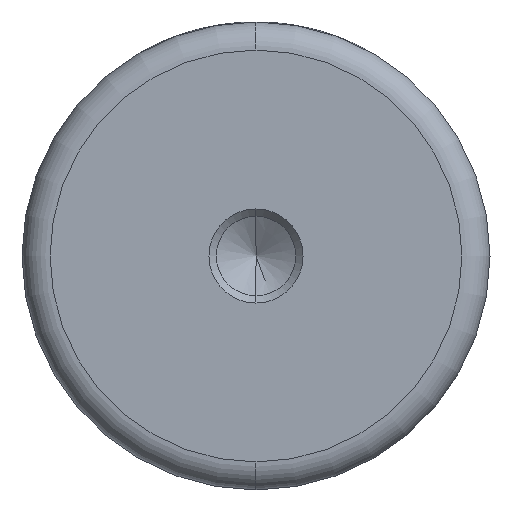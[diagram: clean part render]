
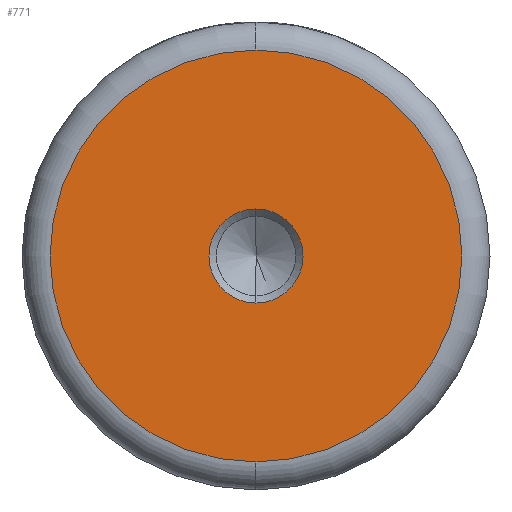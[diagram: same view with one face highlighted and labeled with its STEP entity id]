
A CAD part, left-side view. The second image highlights one B-rep face of the part: STEP entity #771.
In plain terms, the highlighted planar face has unit normal (-1, 0, 0).
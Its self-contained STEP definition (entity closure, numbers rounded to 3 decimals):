
#61 = DIRECTION ( 'NONE',  ( -1., 0., 0. ) ) ;
#90 = EDGE_LOOP ( 'NONE', ( #250, #887 ) ) ;
#101 = CARTESIAN_POINT ( 'NONE',  ( 0., 0., 0. ) ) ;
#106 = CIRCLE ( 'NONE', #1015, 5.025 ) ;
#196 = DIRECTION ( 'NONE',  ( -1., 0., 0. ) ) ;
#204 = CARTESIAN_POINT ( 'NONE',  ( 0., 0., 0. ) ) ;
#227 = DIRECTION ( 'NONE',  ( 0., 0., 1. ) ) ;
#244 = CIRCLE ( 'NONE', #1474, 22. ) ;
#250 = ORIENTED_EDGE ( 'NONE', *, *, #996, .T. ) ;
#341 = DIRECTION ( 'NONE',  ( 0., 0., 1. ) ) ;
#515 = DIRECTION ( 'NONE',  ( -1., 0., 0. ) ) ;
#565 = CARTESIAN_POINT ( 'NONE',  ( 0., 0., 5.025 ) ) ;
#591 = ORIENTED_EDGE ( 'NONE', *, *, #917, .F. ) ;
#628 = CIRCLE ( 'NONE', #1175, 5.025 ) ;
#678 = CIRCLE ( 'NONE', #913, 22. ) ;
#685 = ORIENTED_EDGE ( 'NONE', *, *, #874, .F. ) ;
#766 = PLANE ( 'NONE',  #1368 ) ;
#771 = ADVANCED_FACE ( 'NONE', ( #1303, #800 ), #766, .T. ) ;
#800 = FACE_OUTER_BOUND ( 'NONE', #90, .T. ) ;
#822 = CARTESIAN_POINT ( 'NONE',  ( 0., 0., -22. ) ) ;
#874 = EDGE_CURVE ( 'NONE', #955, #935, #106, .T. ) ;
#876 = CARTESIAN_POINT ( 'NONE',  ( 0., 0., 0. ) ) ;
#880 = DIRECTION ( 'NONE',  ( 0., 0., 1. ) ) ;
#887 = ORIENTED_EDGE ( 'NONE', *, *, #1178, .T. ) ;
#893 = CARTESIAN_POINT ( 'NONE',  ( 0., 0., 0. ) ) ;
#913 = AXIS2_PLACEMENT_3D ( 'NONE', #1198, #515, #1305 ) ;
#917 = EDGE_CURVE ( 'NONE', #935, #955, #628, .T. ) ;
#920 = DIRECTION ( 'NONE',  ( -1., 0., 0. ) ) ;
#935 = VERTEX_POINT ( 'NONE', #1129 ) ;
#955 = VERTEX_POINT ( 'NONE', #565 ) ;
#996 = EDGE_CURVE ( 'NONE', #1449, #1468, #244, .T. ) ;
#1004 = DIRECTION ( 'NONE',  ( 0., 0., 1. ) ) ;
#1011 = DIRECTION ( 'NONE',  ( -1., 0., 0. ) ) ;
#1015 = AXIS2_PLACEMENT_3D ( 'NONE', #893, #196, #1004 ) ;
#1129 = CARTESIAN_POINT ( 'NONE',  ( 0., 0., -5.025 ) ) ;
#1175 = AXIS2_PLACEMENT_3D ( 'NONE', #204, #1011, #341 ) ;
#1178 = EDGE_CURVE ( 'NONE', #1468, #1449, #678, .T. ) ;
#1198 = CARTESIAN_POINT ( 'NONE',  ( 0., 0., 0. ) ) ;
#1303 = FACE_BOUND ( 'NONE', #1466, .T. ) ;
#1305 = DIRECTION ( 'NONE',  ( 0., 0., 1. ) ) ;
#1368 = AXIS2_PLACEMENT_3D ( 'NONE', #876, #61, #880 ) ;
#1449 = VERTEX_POINT ( 'NONE', #1498 ) ;
#1466 = EDGE_LOOP ( 'NONE', ( #685, #591 ) ) ;
#1468 = VERTEX_POINT ( 'NONE', #822 ) ;
#1474 = AXIS2_PLACEMENT_3D ( 'NONE', #101, #920, #227 ) ;
#1498 = CARTESIAN_POINT ( 'NONE',  ( 0., 0., 22. ) ) ;
